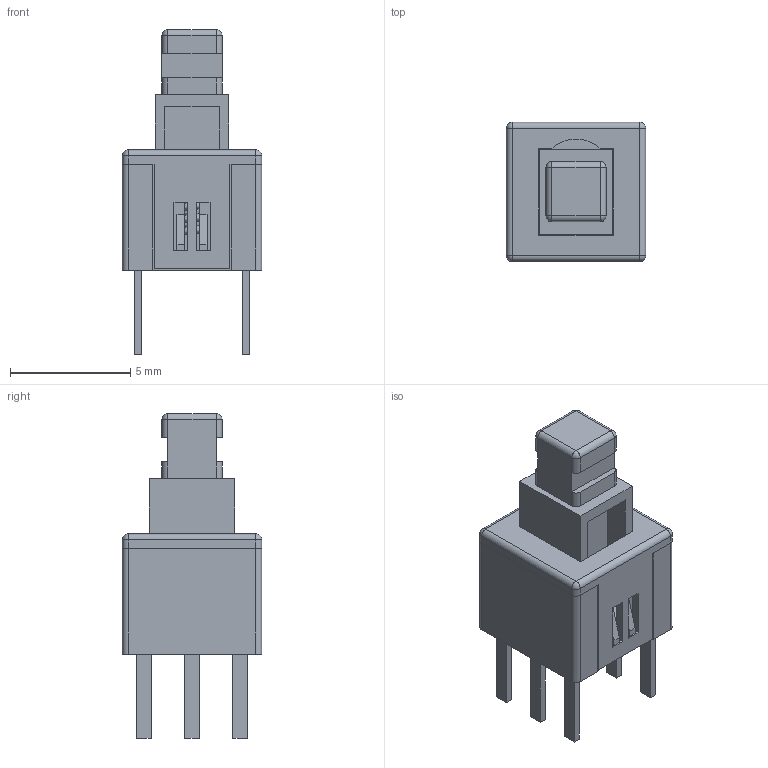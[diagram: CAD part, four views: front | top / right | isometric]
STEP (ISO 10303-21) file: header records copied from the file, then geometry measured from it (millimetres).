
FILE_DESCRIPTION(/* description */ (''),/* implementation_level */ '2;1');
FILE_NAME(/* name */ 'TL2203xx.stp',/* time_stamp */ '2025-06-04T10:56:56-05:00',/* author */ ('mroman'),/* organization */ (''),/* preprocessor_version */ 'ST-DEVELOPER v18.1',/* originating_system */ 'Autodesk Inventor 2022',/* authorisation */ '');
FILE_SCHEMA (('AUTOMOTIVE_DESIGN { 1 0 10303 214 3 1 1 }'));
Length unit declared in the file: centimetre
Products named in the file (1): TL2203xx
Bounding box: 5.8 x 5.8 x 13.5 mm (x, y, z)
Volume: 143.3 mm3; surface area: 539.6 mm2
Topology: 1 solids, 1 shells, 186 faces, 520 edges, 321 vertices
Faces by surface type: plane 151, cylinder 26, sphere 8, bspline 1
Entity records: 7110 total; most frequent: CARTESIAN_POINT 2291, ORIENTED_EDGE 1024, DIRECTION 927, EDGE_CURVE 512, LINE 453, VECTOR 453, VERTEX_POINT 321, AXIS2_PLACEMENT_3D 237
